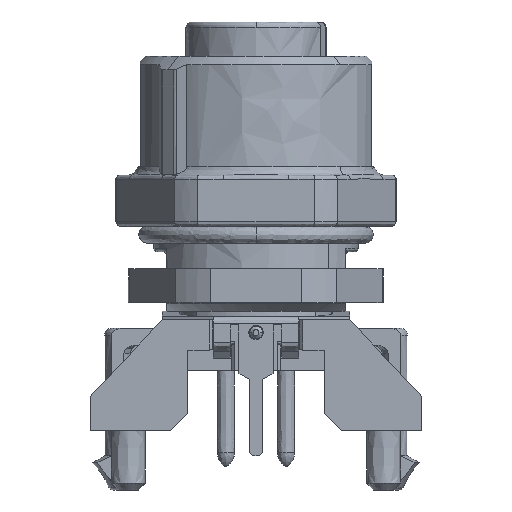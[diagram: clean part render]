
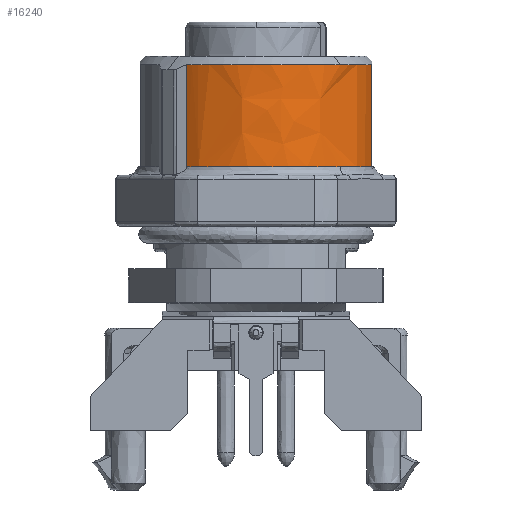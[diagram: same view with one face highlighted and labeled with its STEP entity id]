
A CAD part, front view. The second image highlights one B-rep face of the part: STEP entity #16240.
In plain terms, the highlighted free-form (B-spline) face has degree [3, 3] with [4, 4] control points.
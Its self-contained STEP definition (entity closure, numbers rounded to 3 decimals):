
#15636=CARTESIAN_POINT('Vertex',(14.7,3.55,19.)) ;
#15640=CARTESIAN_POINT('Control Point',(14.7,3.55,19.)) ;
#15641=CARTESIAN_POINT('Control Point',(12.52,1.37,19.)) ;
#15642=CARTESIAN_POINT('Control Point',(8.975,0.451,19.)) ;
#15643=CARTESIAN_POINT('Control Point',(5.681,2.804,19.)) ;
#15644=CARTESIAN_POINT('Vertex',(5.681,2.804,19.)) ;
#15913=CARTESIAN_POINT('Vertex',(16.55,6.839,19.)) ;
#15917=CARTESIAN_POINT('Control Point',(16.55,6.839,19.)) ;
#15918=CARTESIAN_POINT('Control Point',(16.223,5.5,19.)) ;
#15919=CARTESIAN_POINT('Control Point',(15.544,4.395,19.)) ;
#15920=CARTESIAN_POINT('Control Point',(14.7,3.55,19.)) ;
#16186=CARTESIAN_POINT('Control Point',(14.7,13.45,25.)) ;
#16187=CARTESIAN_POINT('Control Point',(14.7,13.45,23.)) ;
#16188=CARTESIAN_POINT('Control Point',(14.7,13.45,21.)) ;
#16189=CARTESIAN_POINT('Control Point',(14.7,13.45,19.)) ;
#16190=CARTESIAN_POINT('Control Point',(23.169,4.98,25.)) ;
#16191=CARTESIAN_POINT('Control Point',(23.169,4.98,23.)) ;
#16192=CARTESIAN_POINT('Control Point',(23.169,4.98,21.)) ;
#16193=CARTESIAN_POINT('Control Point',(23.169,4.98,19.)) ;
#16194=CARTESIAN_POINT('Control Point',(15.427,-4.159,25.)) ;
#16195=CARTESIAN_POINT('Control Point',(15.427,-4.159,23.)) ;
#16196=CARTESIAN_POINT('Control Point',(15.427,-4.159,21.)) ;
#16197=CARTESIAN_POINT('Control Point',(15.427,-4.159,19.)) ;
#16198=CARTESIAN_POINT('Control Point',(5.681,2.804,25.)) ;
#16199=CARTESIAN_POINT('Control Point',(5.681,2.804,23.)) ;
#16200=CARTESIAN_POINT('Control Point',(5.681,2.804,21.)) ;
#16201=CARTESIAN_POINT('Control Point',(5.681,2.804,19.)) ;
#16203=CARTESIAN_POINT('Control Point',(16.55,6.839,25.)) ;
#16204=CARTESIAN_POINT('Control Point',(16.247,5.597,25.)) ;
#16205=CARTESIAN_POINT('Control Point',(15.62,4.47,25.)) ;
#16206=CARTESIAN_POINT('Control Point',(14.7,3.55,25.)) ;
#16207=CARTESIAN_POINT('Vertex',(14.7,3.55,25.)) ;
#16209=CARTESIAN_POINT('Vertex',(16.55,6.839,25.)) ;
#16213=CARTESIAN_POINT('Control Point',(14.7,3.55,25.)) ;
#16214=CARTESIAN_POINT('Control Point',(11.871,0.722,25.)) ;
#16215=CARTESIAN_POINT('Control Point',(8.234,0.98,25.)) ;
#16216=CARTESIAN_POINT('Control Point',(5.681,2.804,25.)) ;
#16217=CARTESIAN_POINT('Vertex',(5.681,2.804,25.)) ;
#16221=CARTESIAN_POINT('Control Point',(5.681,2.804,25.)) ;
#16222=CARTESIAN_POINT('Control Point',(5.681,2.804,23.)) ;
#16223=CARTESIAN_POINT('Control Point',(5.681,2.804,21.)) ;
#16224=CARTESIAN_POINT('Control Point',(5.681,2.804,19.)) ;
#16227=CARTESIAN_POINT('Control Point',(16.55,6.839,25.)) ;
#16228=CARTESIAN_POINT('Control Point',(16.55,6.839,23.)) ;
#16229=CARTESIAN_POINT('Control Point',(16.55,6.839,21.)) ;
#16230=CARTESIAN_POINT('Control Point',(16.55,6.839,19.)) ;
#16233=ORIENTED_EDGE('',*,*,#16211,.F.) ;
#16234=ORIENTED_EDGE('',*,*,#16219,.F.) ;
#16235=ORIENTED_EDGE('',*,*,#16225,.T.) ;
#16236=ORIENTED_EDGE('',*,*,#15646,.F.) ;
#16237=ORIENTED_EDGE('',*,*,#15921,.F.) ;
#16238=ORIENTED_EDGE('',*,*,#16231,.F.) ;
#16240=ADVANCED_FACE('IE-M12-PCBCE_PANEL.1\\FL_SW15',(#16239),#16185,.T.) ;
#15646=EDGE_CURVE('',#15637,#15645,#15639,.T.) ;
#15921=EDGE_CURVE('',#15914,#15637,#15916,.T.) ;
#16211=EDGE_CURVE('',#16208,#16210,#16202,.F.) ;
#16219=EDGE_CURVE('',#16218,#16208,#16212,.F.) ;
#16225=EDGE_CURVE('',#16218,#15645,#16220,.T.) ;
#16231=EDGE_CURVE('',#16210,#15914,#16226,.T.) ;
#16232=EDGE_LOOP('',(#16233,#16234,#16235,#16236,#16237,#16238)) ;
#16239=FACE_OUTER_BOUND('',#16232,.T.) ;
#15637=VERTEX_POINT('',#15636) ;
#15645=VERTEX_POINT('',#15644) ;
#15914=VERTEX_POINT('',#15913) ;
#16208=VERTEX_POINT('',#16207) ;
#16210=VERTEX_POINT('',#16209) ;
#16218=VERTEX_POINT('',#16217) ;
#15639=(BOUNDED_CURVE()B_SPLINE_CURVE(3,(#15640,#15641,#15642,#15643),.UNSPECIFIED.,.F.,.U.)B_SPLINE_CURVE_WITH_KNOTS((4,4),(0.,19.75),.UNSPECIFIED.)CURVE()GEOMETRIC_REPRESENTATION_ITEM()RATIONAL_B_SPLINE_CURVE((2.343,1.627,1.239,1.18))REPRESENTATION_ITEM('')) ;
#15916=(BOUNDED_CURVE()B_SPLINE_CURVE(3,(#15917,#15918,#15919,#15920),.UNSPECIFIED.,.F.,.U.)B_SPLINE_CURVE_WITH_KNOTS((4,4),(33.645,43.061),.UNSPECIFIED.)CURVE()GEOMETRIC_REPRESENTATION_ITEM()RATIONAL_B_SPLINE_CURVE((1.542,1.735,2.002,2.343))REPRESENTATION_ITEM('')) ;
#16202=(BOUNDED_CURVE()B_SPLINE_CURVE(3,(#16203,#16204,#16205,#16206),.UNSPECIFIED.,.F.,.U.)B_SPLINE_CURVE_WITH_KNOTS((4,4),(49.298,54.706),.UNSPECIFIED.)CURVE()GEOMETRIC_REPRESENTATION_ITEM()RATIONAL_B_SPLINE_CURVE((1.056,1.012,0.994,1.002))REPRESENTATION_ITEM('')) ;
#16212=(BOUNDED_CURVE()B_SPLINE_CURVE(3,(#16213,#16214,#16215,#16216),.UNSPECIFIED.,.F.,.U.)B_SPLINE_CURVE_WITH_KNOTS((4,4),(54.706,71.867),.UNSPECIFIED.)CURVE()GEOMETRIC_REPRESENTATION_ITEM()RATIONAL_B_SPLINE_CURVE((1.002,1.026,1.308,1.848))REPRESENTATION_ITEM('')) ;
#16220=(BOUNDED_CURVE()B_SPLINE_CURVE(3,(#16221,#16222,#16223,#16224),.UNSPECIFIED.,.F.,.U.)B_SPLINE_CURVE_WITH_KNOTS((4,4),(1.25,7.25),.UNSPECIFIED.)CURVE()GEOMETRIC_REPRESENTATION_ITEM()RATIONAL_B_SPLINE_CURVE((1.848,1.848,1.848,1.848))REPRESENTATION_ITEM('')) ;
#16226=(BOUNDED_CURVE()B_SPLINE_CURVE(3,(#16227,#16228,#16229,#16230),.UNSPECIFIED.,.F.,.U.)B_SPLINE_CURVE_WITH_KNOTS((4,4),(1.25,7.25),.UNSPECIFIED.)CURVE()GEOMETRIC_REPRESENTATION_ITEM()RATIONAL_B_SPLINE_CURVE((1.056,1.056,1.056,1.056))REPRESENTATION_ITEM('')) ;
#16185=(BOUNDED_SURFACE()B_SPLINE_SURFACE(3,3,((#16186,#16187,#16188,#16189),(#16190,#16191,#16192,#16193),(#16194,#16195,#16196,#16197),(#16198,#16199,#16200,#16201)),.UNSPECIFIED.,.F.,.F.,.U.)B_SPLINE_SURFACE_WITH_KNOTS((4,4),(4,4),(35.934,71.867),(1.25,7.25),.UNSPECIFIED.)GEOMETRIC_REPRESENTATION_ITEM()RATIONAL_B_SPLINE_SURFACE(((1.848,1.848,1.848,1.848),(0.717,0.717,0.717,0.717),(0.717,0.717,0.717,0.717),(1.848,1.848,1.848,1.848)))REPRESENTATION_ITEM('Rational BSpline Surface')SURFACE()) ;
